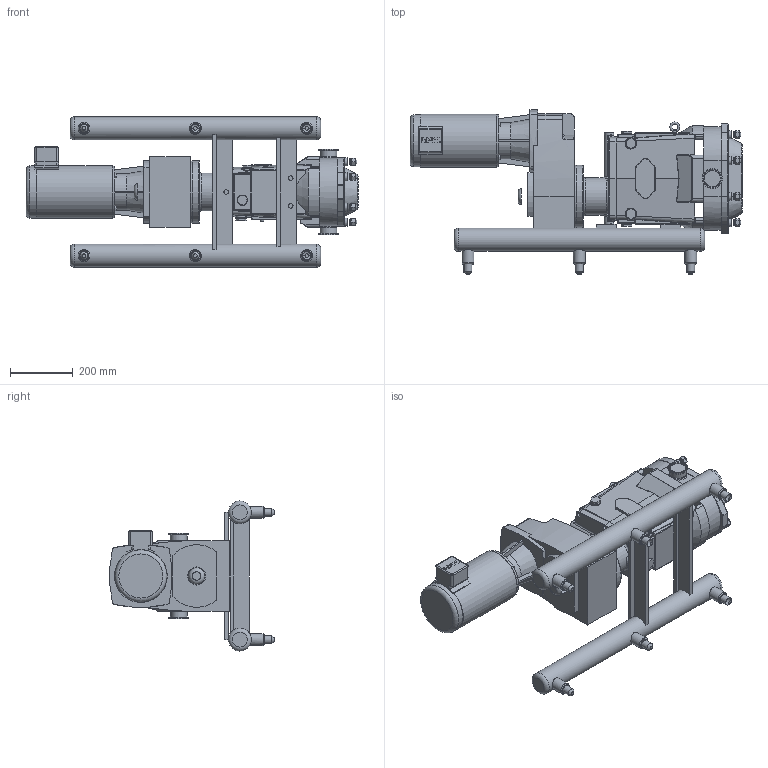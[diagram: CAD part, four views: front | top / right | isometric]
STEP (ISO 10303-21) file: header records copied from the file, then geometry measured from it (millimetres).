
FILE_DESCRIPTION(/* description */ (''),/* implementation_level */ '2;1');
FILE_NAME(/* name */ 'U2_045U2_145TC_2x2_S-Line_1.5HP_SM.stp',/* time_stamp */ '2020-10-20T15:38:34+05:00',/* author */ ('trtmhr'),/* organization */ (''),/* preprocessor_version */ 'ST-DEVELOPER v17',/* originating_system */ 'Autodesk Inventor 2018',/* authorisation */ '');
FILE_SCHEMA (('AUTOMOTIVE_DESIGN { 1 0 10303 214 3 1 1 }'));
Length unit declared in the file: inch
Products named in the file (1): U2_045U2_145TC_2x2_S-Line_1.5HP_SM
Bounding box: 1060.22 x 524.67 x 479.43 mm (x, y, z)
Volume: 48538540.4 mm3; surface area: 1846240.7 mm2
Topology: 4 solids, 4 shells, 1035 faces, 2676 edges, 1714 vertices
Faces by surface type: plane 466, cylinder 279, bspline 124, torus 95, cone 45, sphere 26
Full cylindrical faces by diameter (mm): 5.08 x1, 12.395 x5, 12.7 x4, 14.3 x3, 19.05 x8, 25.4 x14, 33.02 x1, 35.052 x2, 38.1 x6, 50.8 x2, 53.188 x4, 54.204 x2, 64.008 x2, 120.65 x1, 165.989 x1, 166.116 x1, 168.402 x1, 200 x1, 200.152 x1
Entity records: 35964 total; most frequent: CARTESIAN_POINT 10531, ORIENTED_EDGE 5328, DIRECTION 5281, EDGE_CURVE 2664, AXIS2_PLACEMENT_3D 1970, VERTEX_POINT 1714, LINE 1341, VECTOR 1341
